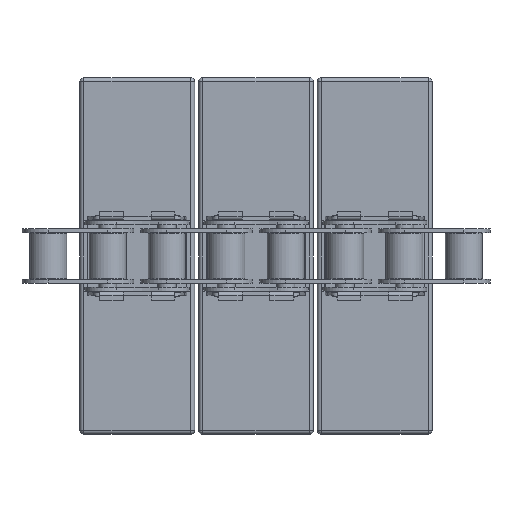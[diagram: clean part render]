
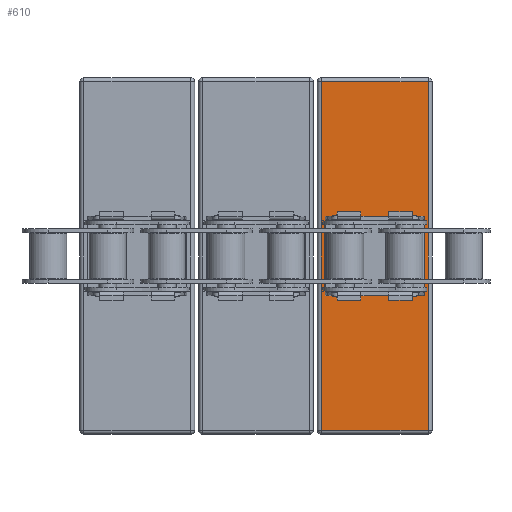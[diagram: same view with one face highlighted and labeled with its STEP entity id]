
A CAD part, front view. The second image highlights one B-rep face of the part: STEP entity #610.
In plain terms, the highlighted planar face has unit normal (0, -1, 0).
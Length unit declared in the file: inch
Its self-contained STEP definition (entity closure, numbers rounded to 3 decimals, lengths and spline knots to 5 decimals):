
#50 = CARTESIAN_POINT ( 'NONE',  ( 0.625, 0.41, 0.4 ) ) ;
#117 = DIRECTION ( 'NONE',  ( -1., 0., 0. ) ) ;
#271 = VERTEX_POINT ( 'NONE', #3892 ) ;
#558 = VERTEX_POINT ( 'NONE', #4718 ) ;
#609 = AXIS2_PLACEMENT_3D ( 'NONE', #4205, #6585, #1282 ) ;
#610 = ADVANCED_FACE ( 'NONE', ( #4799, #7726 ), #7185, .F. ) ;
#635 = CARTESIAN_POINT ( 'NONE',  ( -0.63, 0.41, -0.4 ) ) ;
#756 = LINE ( 'NONE', #4318, #7480 ) ;
#1063 = CARTESIAN_POINT ( 'NONE',  ( 0.675, 0.41, 2.2 ) ) ;
#1117 = EDGE_LOOP ( 'NONE', ( #7543, #1668, #5270, #7462 ) ) ;
#1119 = DIRECTION ( 'NONE',  ( -1., 0., 0. ) ) ;
#1193 = CARTESIAN_POINT ( 'NONE',  ( -0.675, 0.41, 2.2 ) ) ;
#1246 = VECTOR ( 'NONE', #6498, 39.37008 ) ;
#1282 = DIRECTION ( 'NONE',  ( -1., 0., 0. ) ) ;
#1304 = LINE ( 'NONE', #1193, #1400 ) ;
#1338 = EDGE_CURVE ( 'NONE', #558, #7369, #4667, .T. ) ;
#1400 = VECTOR ( 'NONE', #117, 39.37008 ) ;
#1430 = DIRECTION ( 'NONE',  ( 0., 0., 1. ) ) ;
#1546 = VERTEX_POINT ( 'NONE', #6367 ) ;
#1668 = ORIENTED_EDGE ( 'NONE', *, *, #5497, .T. ) ;
#1814 = LINE ( 'NONE', #5316, #4401 ) ;
#2197 = EDGE_CURVE ( 'NONE', #7686, #3937, #7401, .T. ) ;
#2244 = EDGE_CURVE ( 'NONE', #271, #558, #756, .T. ) ;
#2466 = DIRECTION ( 'NONE',  ( 0., 0., 1. ) ) ;
#3059 = EDGE_CURVE ( 'NONE', #6571, #7686, #7643, .T. ) ;
#3176 = LINE ( 'NONE', #3709, #4007 ) ;
#3379 = VECTOR ( 'NONE', #1430, 39.37008 ) ;
#3409 = VECTOR ( 'NONE', #4697, 39.37008 ) ;
#3517 = VECTOR ( 'NONE', #1119, 39.37008 ) ;
#3676 = EDGE_LOOP ( 'NONE', ( #7569, #6073, #6956, #7538 ) ) ;
#3709 = CARTESIAN_POINT ( 'NONE',  ( -0.675, 0.41, 2.25 ) ) ;
#3892 = CARTESIAN_POINT ( 'NONE',  ( -0.675, 0.41, -2.2 ) ) ;
#3937 = VERTEX_POINT ( 'NONE', #6493 ) ;
#4003 = EDGE_CURVE ( 'NONE', #3937, #7056, #6634, .T. ) ;
#4007 = VECTOR ( 'NONE', #6675, 39.37008 ) ;
#4032 = EDGE_CURVE ( 'NONE', #6571, #7056, #1814, .T. ) ;
#4205 = CARTESIAN_POINT ( 'NONE',  ( -0.725, 0.41, 2.25 ) ) ;
#4318 = CARTESIAN_POINT ( 'NONE',  ( -0.725, 0.41, -2.2 ) ) ;
#4401 = VECTOR ( 'NONE', #2466, 39.37008 ) ;
#4667 = LINE ( 'NONE', #7672, #1246 ) ;
#4697 = DIRECTION ( 'NONE',  ( 1., 0., 0. ) ) ;
#4718 = CARTESIAN_POINT ( 'NONE',  ( 0.675, 0.41, -2.2 ) ) ;
#4758 = EDGE_CURVE ( 'NONE', #1546, #271, #3176, .T. ) ;
#4799 = FACE_OUTER_BOUND ( 'NONE', #1117, .T. ) ;
#5270 = ORIENTED_EDGE ( 'NONE', *, *, #4758, .T. ) ;
#5316 = CARTESIAN_POINT ( 'NONE',  ( 0.625, 0.41, 0.5 ) ) ;
#5441 = CARTESIAN_POINT ( 'NONE',  ( 0.625, 0.41, 0.4 ) ) ;
#5497 = EDGE_CURVE ( 'NONE', #7369, #1546, #1304, .T. ) ;
#6073 = ORIENTED_EDGE ( 'NONE', *, *, #4003, .T. ) ;
#6108 = CARTESIAN_POINT ( 'NONE',  ( -0.63, 0.41, 0.4 ) ) ;
#6318 = CARTESIAN_POINT ( 'NONE',  ( 0.625, 0.41, -0.4 ) ) ;
#6367 = CARTESIAN_POINT ( 'NONE',  ( -0.675, 0.41, 2.2 ) ) ;
#6493 = CARTESIAN_POINT ( 'NONE',  ( -0.63, 0.41, 0.4 ) ) ;
#6498 = DIRECTION ( 'NONE',  ( 0., 0., 1. ) ) ;
#6571 = VERTEX_POINT ( 'NONE', #6318 ) ;
#6585 = DIRECTION ( 'NONE',  ( 0., 1., 0. ) ) ;
#6634 = LINE ( 'NONE', #5441, #3409 ) ;
#6675 = DIRECTION ( 'NONE',  ( 0., 0., -1. ) ) ;
#6956 = ORIENTED_EDGE ( 'NONE', *, *, #4032, .F. ) ;
#7056 = VERTEX_POINT ( 'NONE', #50 ) ;
#7059 = CARTESIAN_POINT ( 'NONE',  ( 0.625, 0.41, -0.4 ) ) ;
#7185 = PLANE ( 'NONE',  #609 ) ;
#7369 = VERTEX_POINT ( 'NONE', #1063 ) ;
#7401 = LINE ( 'NONE', #6108, #3379 ) ;
#7435 = DIRECTION ( 'NONE',  ( 1., 0., 0. ) ) ;
#7462 = ORIENTED_EDGE ( 'NONE', *, *, #2244, .T. ) ;
#7480 = VECTOR ( 'NONE', #7435, 39.37008 ) ;
#7538 = ORIENTED_EDGE ( 'NONE', *, *, #3059, .T. ) ;
#7543 = ORIENTED_EDGE ( 'NONE', *, *, #1338, .T. ) ;
#7569 = ORIENTED_EDGE ( 'NONE', *, *, #2197, .T. ) ;
#7643 = LINE ( 'NONE', #7059, #3517 ) ;
#7672 = CARTESIAN_POINT ( 'NONE',  ( 0.675, 0.41, 2.25 ) ) ;
#7686 = VERTEX_POINT ( 'NONE', #635 ) ;
#7726 = FACE_BOUND ( 'NONE', #3676, .T. ) ;
